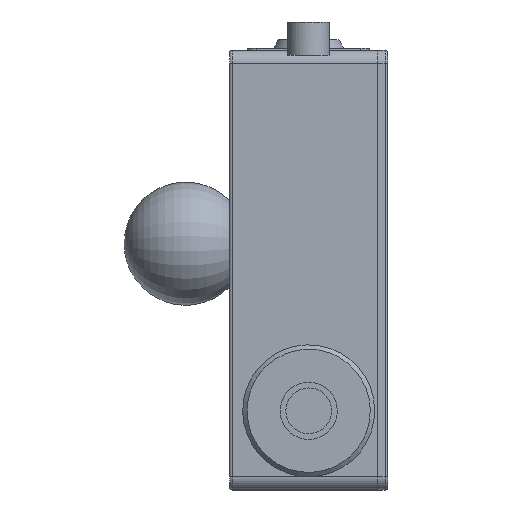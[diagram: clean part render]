
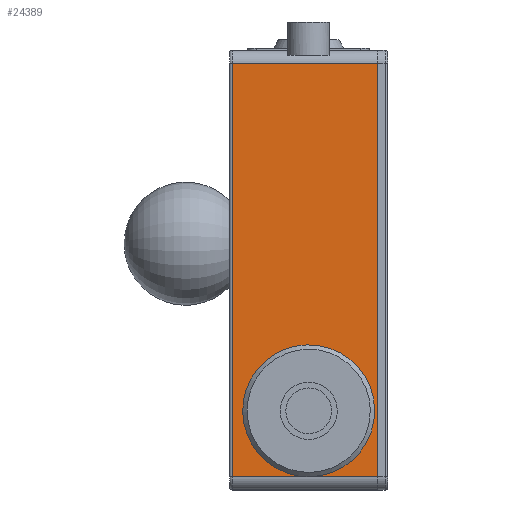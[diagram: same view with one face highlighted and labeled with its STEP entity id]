
A CAD part, left-side view. The second image highlights one B-rep face of the part: STEP entity #24389.
In plain terms, the highlighted planar face has unit normal (-1, 0, 0).
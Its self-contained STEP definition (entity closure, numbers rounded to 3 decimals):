
#584=CIRCLE('',#25714,6.);
#1475=ORIENTED_EDGE('',*,*,#7064,.T.);
#1476=ORIENTED_EDGE('',*,*,#6958,.T.);
#1477=ORIENTED_EDGE('',*,*,#7065,.T.);
#1478=ORIENTED_EDGE('',*,*,#7021,.T.);
#1479=ORIENTED_EDGE('',*,*,#7066,.T.);
#6958=EDGE_CURVE('',#9760,#9759,#11692,.T.);
#7021=EDGE_CURVE('',#9818,#9819,#11747,.F.);
#7064=EDGE_CURVE('',#9854,#9854,#584,.T.);
#7065=EDGE_CURVE('',#9759,#9818,#11773,.T.);
#7066=EDGE_CURVE('',#9819,#9760,#11774,.T.);
#9759=VERTEX_POINT('',#33076);
#9760=VERTEX_POINT('',#33078);
#9818=VERTEX_POINT('',#33208);
#9819=VERTEX_POINT('',#33209);
#9854=VERTEX_POINT('',#33293);
#11692=LINE('',#33077,#13812);
#11747=LINE('',#33207,#13867);
#11773=LINE('',#33294,#13893);
#11774=LINE('',#33295,#13894);
#13812=VECTOR('',#27450,1000.);
#13867=VECTOR('',#27539,1000.);
#13893=VECTOR('',#27613,1000.);
#13894=VECTOR('',#27614,1000.);
#15943=EDGE_LOOP('',(#1475));
#15944=EDGE_LOOP('',(#1476,#1477,#1478,#1479));
#17473=FACE_BOUND('',#15943,.T.);
#17474=FACE_BOUND('',#15944,.T.);
#18991=PLANE('',#25713);
#24389=ADVANCED_FACE('',(#17473,#17474),#18991,.F.);
#25713=AXIS2_PLACEMENT_3D('',#33291,#27609,#27610);
#25714=AXIS2_PLACEMENT_3D('',#33292,#27611,#27612);
#27450=DIRECTION('',(0.,0.,1.));
#27539=DIRECTION('',(0.,0.,1.));
#27609=DIRECTION('',(1.,0.,0.));
#27610=DIRECTION('',(0.,0.,-1.));
#27611=DIRECTION('',(1.,0.,0.));
#27612=DIRECTION('',(0.,0.,-1.));
#27613=DIRECTION('',(0.,1.,0.));
#27614=DIRECTION('',(0.,-1.,0.));
#33076=CARTESIAN_POINT('',(-25.,1.2,23.5));
#33077=CARTESIAN_POINT('',(-25.,1.2,-11.));
#33078=CARTESIAN_POINT('',(-25.,1.2,-23.5));
#33207=CARTESIAN_POINT('',(-25.,17.7,-10.379));
#33208=CARTESIAN_POINT('',(-25.,17.7,23.5));
#33209=CARTESIAN_POINT('',(-25.,17.7,-23.5));
#33291=CARTESIAN_POINT('',(-25.,18.,-25.));
#33292=CARTESIAN_POINT('',(-25.,9.,-16.));
#33293=CARTESIAN_POINT('',(-25.,9.,-22.));
#33294=CARTESIAN_POINT('',(-25.,18.,23.5));
#33295=CARTESIAN_POINT('',(-25.,18.,-23.5));
